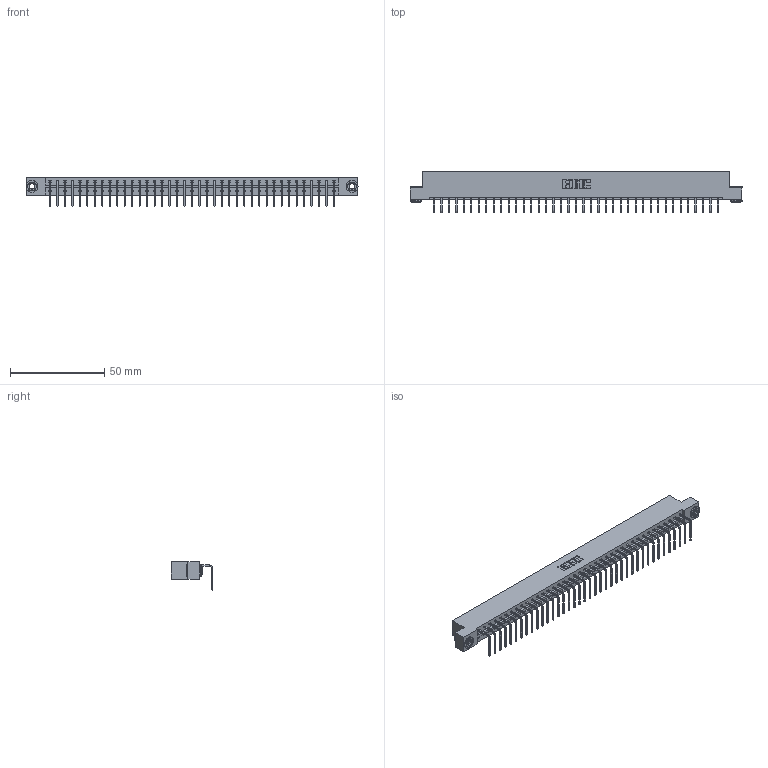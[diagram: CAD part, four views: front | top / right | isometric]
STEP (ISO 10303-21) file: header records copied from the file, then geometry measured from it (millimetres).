
FILE_DESCRIPTION (( 'STEP AP203' ), '1' );
FILE_NAME ('833-039-558-103.STEP', '2020-06-03T15:14:47', ( '' ), ( '' ), 'SwSTEP 2.0', 'SolidWorks 2020', '' );
FILE_SCHEMA (( 'CONFIG_CONTROL_DESIGN' ));
Length unit declared in the file: inch
Products named in the file (4): 345-250-002_345-250-002-102; 345-292-001_558 Tail - 2; 833-039-558-103; 833 Part_Flush - .156 Dia - TH
Assembly tree (42 placements, depth 2):
  833-039-558-103
    833 Part_Flush - .156 Dia - TH
    345-292-001_558 Tail - 2  x39
    345-250-002_345-250-002-102  x2
Bounding box: 176.07 x 22.17 x 15.37 mm (x, y, z)
Volume: 17841.4 mm3; surface area: 20308.9 mm2
Topology: 42 solids, 42 shells, 2492 faces, 7485 edges, 4934 vertices
Faces by surface type: plane 1796, cylinder 688, cone 8
Entity records: 24964 total; most frequent: CARTESIAN_POINT 4286, ORIENTED_EDGE 4254, DIRECTION 3655, EDGE_CURVE 2127, VECTOR 1975, LINE 1975, VERTEX_POINT 1414, AXIS2_PLACEMENT_3D 840
